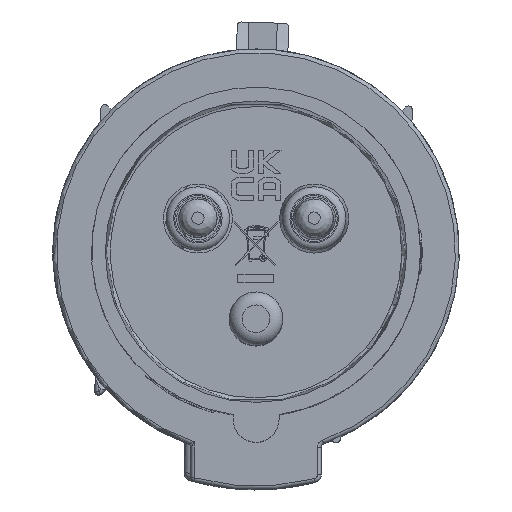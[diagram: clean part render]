
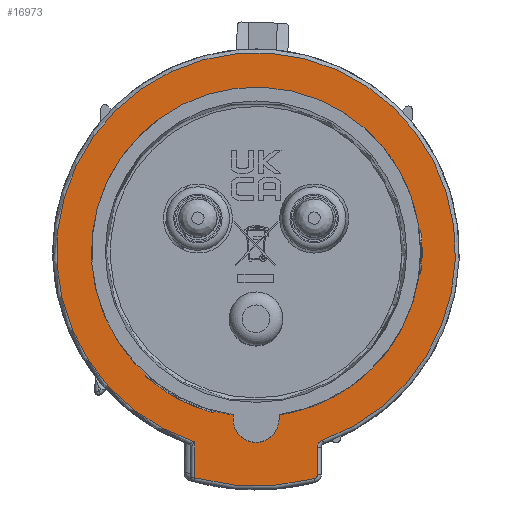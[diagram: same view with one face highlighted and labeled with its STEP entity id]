
A CAD part, top view. The second image highlights one B-rep face of the part: STEP entity #16973.
In plain terms, the highlighted planar face has unit normal (0, 0, 1).
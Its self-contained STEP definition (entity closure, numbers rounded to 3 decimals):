
#885=FACE_BOUND('',#2606,.T.);
#1001=PLANE('',#17975);
#1676=FACE_OUTER_BOUND('',#2605,.T.);
#2605=EDGE_LOOP('',(#11485,#11486,#11487,#11488,#11489,#11490));
#2606=EDGE_LOOP('',(#11491,#11492));
#3825=CIRCLE('',#17952,21.45);
#3826=CIRCLE('',#17953,21.45);
#3836=CIRCLE('',#17976,30.5);
#3837=CIRCLE('',#17977,0.5);
#3838=CIRCLE('',#17978,1.);
#3839=CIRCLE('',#17979,26.);
#4494=LINE('',#27980,#5603);
#4495=LINE('',#27985,#5604);
#5603=VECTOR('',#19787,10.);
#5604=VECTOR('',#19792,10.);
#6731=VERTEX_POINT('',#27844);
#6732=VERTEX_POINT('',#27846);
#6782=VERTEX_POINT('',#27969);
#6784=VERTEX_POINT('',#27975);
#6785=VERTEX_POINT('',#27977);
#6786=VERTEX_POINT('',#27979);
#6787=VERTEX_POINT('',#27981);
#6788=VERTEX_POINT('',#27983);
#8541=EDGE_CURVE('',#6731,#6732,#3825,.T.);
#8542=EDGE_CURVE('',#6732,#6731,#3826,.T.);
#8597=EDGE_CURVE('',#6784,#6782,#3836,.T.);
#8598=EDGE_CURVE('',#6785,#6784,#3837,.T.);
#8599=EDGE_CURVE('',#6786,#6785,#4494,.T.);
#8600=EDGE_CURVE('',#6787,#6786,#3838,.T.);
#8601=EDGE_CURVE('',#6788,#6787,#3839,.T.);
#8602=EDGE_CURVE('',#6782,#6788,#4495,.T.);
#11485=ORIENTED_EDGE('',*,*,#8597,.F.);
#11486=ORIENTED_EDGE('',*,*,#8598,.F.);
#11487=ORIENTED_EDGE('',*,*,#8599,.F.);
#11488=ORIENTED_EDGE('',*,*,#8600,.F.);
#11489=ORIENTED_EDGE('',*,*,#8601,.F.);
#11490=ORIENTED_EDGE('',*,*,#8602,.F.);
#11491=ORIENTED_EDGE('',*,*,#8542,.F.);
#11492=ORIENTED_EDGE('',*,*,#8541,.F.);
#16973=ADVANCED_FACE('',(#1676,#885),#1001,.T.);
#17952=AXIS2_PLACEMENT_3D('',#27847,#19691,#19692);
#17953=AXIS2_PLACEMENT_3D('',#27848,#19693,#19694);
#17975=AXIS2_PLACEMENT_3D('',#27974,#19781,#19782);
#17976=AXIS2_PLACEMENT_3D('',#27976,#19783,#19784);
#17977=AXIS2_PLACEMENT_3D('',#27978,#19785,#19786);
#17978=AXIS2_PLACEMENT_3D('',#27982,#19788,#19789);
#17979=AXIS2_PLACEMENT_3D('',#27984,#19790,#19791);
#19691=DIRECTION('center_axis',(0.,0.,
1.));
#19692=DIRECTION('ref_axis',(-1.,0.,0.));
#19693=DIRECTION('center_axis',(0.,0.,
1.));
#19694=DIRECTION('ref_axis',(-1.,0.,0.));
#19781=DIRECTION('center_axis',(0.,0.,
1.));
#19782=DIRECTION('ref_axis',(1.,0.,0.));
#19783=DIRECTION('center_axis',(0.,0.,
-1.));
#19784=DIRECTION('ref_axis',(0.,-1.,0.));
#19785=DIRECTION('center_axis',(0.,0.,
-1.));
#19786=DIRECTION('ref_axis',(0.791,-0.612,0.));
#19787=DIRECTION('',(0.,-1.,0.));
#19788=DIRECTION('center_axis',(0.,0.,
1.));
#19789=DIRECTION('ref_axis',(-0.816,0.577,0.));
#19790=DIRECTION('center_axis',(0.,0.,
-1.));
#19791=DIRECTION('ref_axis',(0.,1.,0.));
#19792=DIRECTION('',(0.,1.,0.));
#27844=CARTESIAN_POINT('',(21.45,0.,1.5));
#27846=CARTESIAN_POINT('',(-14.758,15.566,1.5));
#27847=CARTESIAN_POINT('Origin',(0.,0.,
1.5));
#27848=CARTESIAN_POINT('Origin',(0.,0.,
1.5));
#27969=CARTESIAN_POINT('',(-8.,-29.432,1.5));
#27974=CARTESIAN_POINT('Origin',(-0.03,-2.245,
1.5));
#27975=CARTESIAN_POINT('',(7.625,-29.531,1.5));
#27976=CARTESIAN_POINT('Origin',(0.,0.,
1.5));
#27977=CARTESIAN_POINT('',(8.,-29.047,1.5));
#27978=CARTESIAN_POINT('Origin',(7.5,-29.047,1.5));
#27979=CARTESIAN_POINT('',(8.,-25.456,1.5));
#27980=CARTESIAN_POINT('',(8.,-25.248,1.5));
#27981=CARTESIAN_POINT('',(8.667,-24.513,1.5));
#27982=CARTESIAN_POINT('Origin',(9.,-25.456,1.5));
#27983=CARTESIAN_POINT('',(-8.,-24.739,1.5));
#27984=CARTESIAN_POINT('Origin',(0.,0.,
1.5));
#27985=CARTESIAN_POINT('',(-8.,-27.044,1.5));
